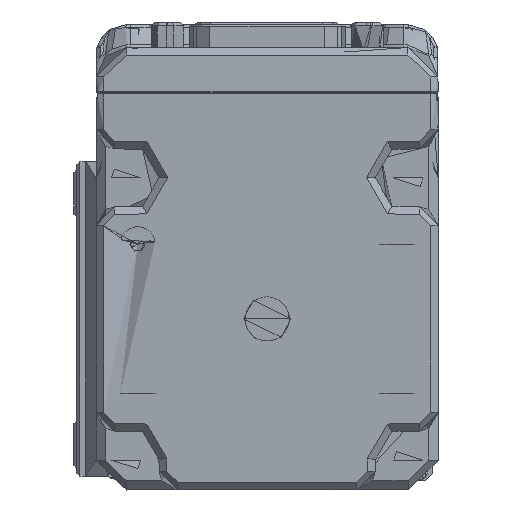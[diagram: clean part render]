
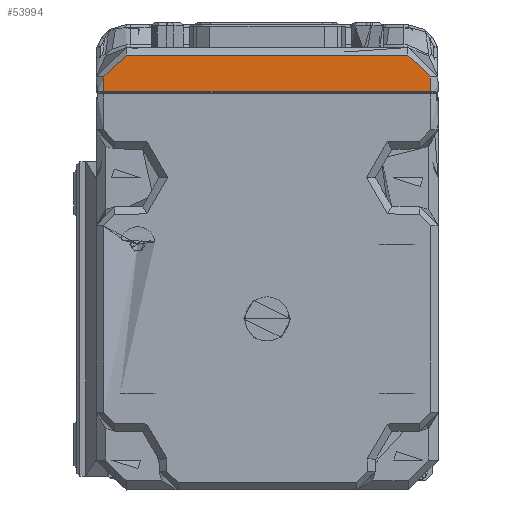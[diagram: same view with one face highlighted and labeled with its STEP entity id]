
A CAD part, left-side view. The second image highlights one B-rep face of the part: STEP entity #53994.
In plain terms, the highlighted planar face has unit normal (1, 0, -0.018).
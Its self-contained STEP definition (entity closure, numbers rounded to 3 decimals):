
#1709 = CARTESIAN_POINT ( 'NONE',  ( -124.894, 54.956, 40.664 ) ) ;
#2132 = CARTESIAN_POINT ( 'NONE',  ( -124.834, 4.173, 44.091 ) ) ;
#3049 = CARTESIAN_POINT ( 'NONE',  ( -124.836, 52.185, 43.974 ) ) ;
#3292 = CARTESIAN_POINT ( 'NONE',  ( -124.887, 55.331, 41.033 ) ) ;
#3715 = CARTESIAN_POINT ( 'NONE',  ( -124.941, 0.397, 37.975 ) ) ;
#4338 = B_SPLINE_CURVE_WITH_KNOTS ( 'NONE', 3,
 ( #34140, #73071, #40852, #46678 ),
 .UNSPECIFIED., .F., .F.,
 ( 4, 4 ),
 ( 0., 1. ),
 .UNSPECIFIED. ) ;
#6026 = EDGE_CURVE ( 'NONE', #81275, #75860, #50381, .T. ) ;
#6380 = CARTESIAN_POINT ( 'NONE',  ( -124.889, 0.448, 40.912 ) ) ;
#8450 = CARTESIAN_POINT ( 'NONE',  ( -124.855, 54.016, 42.851 ) ) ;
#8986 = EDGE_CURVE ( 'NONE', #81275, #63424, #85091, .T. ) ;
#9342 = CARTESIAN_POINT ( 'NONE',  ( -124.847, 53.483, 43.342 ) ) ;
#9787 = CARTESIAN_POINT ( 'NONE',  ( -124.869, 54.562, 42.053 ) ) ;
#10175 = ORIENTED_EDGE ( 'NONE', *, *, #40757, .F. ) ;
#10469 = CARTESIAN_POINT ( 'NONE',  ( -124.941, 36.801, 37.975 ) ) ;
#11711 = CARTESIAN_POINT ( 'NONE',  ( -124.898, 54.96, 40.423 ) ) ;
#12676 = B_SPLINE_CURVE_WITH_KNOTS ( 'NONE', 3,
 ( #11711, #25446, #38832, #17974 ),
 .UNSPECIFIED., .F., .F.,
 ( 4, 4 ),
 ( 0., 1. ),
 .UNSPECIFIED. ) ;
#13766 = AXIS2_PLACEMENT_3D ( 'NONE', #3292, #82150, #48100 ) ;
#15571 = CARTESIAN_POINT ( 'NONE',  ( -124.859, 54.172, 42.665 ) ) ;
#16023 = CARTESIAN_POINT ( 'NONE',  ( -124.877, 54.753, 41.609 ) ) ;
#17257 = EDGE_CURVE ( 'NONE', #63424, #39319, #18967, .T. ) ;
#17607 = FACE_OUTER_BOUND ( 'NONE', #38220, .T. ) ;
#17974 = CARTESIAN_POINT ( 'NONE',  ( -124.941, 55.003, 37.975 ) ) ;
#18967 = B_SPLINE_CURVE_WITH_KNOTS ( 'NONE', 3,
 ( #34842, #54040, #80925, #88085, #40193, #47361, #87660, #61656, #6380, #75941 ),
 .UNSPECIFIED., .F., .F.,
 ( 4, 2, 2, 2, 4 ),
 ( 0., 0.25, 0.5, 0.75, 1. ),
 .UNSPECIFIED. ) ;
#19391 = ORIENTED_EDGE ( 'NONE', *, *, #87745, .F. ) ;
#22216 = CARTESIAN_POINT ( 'NONE',  ( -124.837, 52.417, 43.905 ) ) ;
#25446 = CARTESIAN_POINT ( 'NONE',  ( -124.912, 54.974, 39.607 ) ) ;
#27151 = CARTESIAN_POINT ( 'NONE',  ( -124.834, 51.227, 44.091 ) ) ;
#27623 = CARTESIAN_POINT ( 'NONE',  ( -124.898, 0.44, 40.423 ) ) ;
#28255 = CARTESIAN_POINT ( 'NONE',  ( -124.898, 54.96, 40.423 ) ) ;
#30215 = CARTESIAN_POINT ( 'NONE',  ( -124.941, 0.397, 37.975 ) ) ;
#32505 = VERTEX_POINT ( 'NONE', #30215 ) ;
#33478 = ORIENTED_EDGE ( 'NONE', *, *, #6026, .F. ) ;
#34140 = CARTESIAN_POINT ( 'NONE',  ( -124.941, 0.397, 37.975 ) ) ;
#34842 = CARTESIAN_POINT ( 'NONE',  ( -124.834, 4.173, 44.091 ) ) ;
#35579 = CARTESIAN_POINT ( 'NONE',  ( -124.866, 54.445, 42.266 ) ) ;
#36003 = CARTESIAN_POINT ( 'NONE',  ( -124.834, 19.858, 44.091 ) ) ;
#36441 = CARTESIAN_POINT ( 'NONE',  ( -124.941, 55.003, 37.975 ) ) ;
#36459 = CARTESIAN_POINT ( 'NONE',  ( -124.834, 51.71, 44.068 ) ) ;
#36694 = PLANE ( 'NONE',  #13766 ) ;
#38220 = EDGE_LOOP ( 'NONE', ( #78647, #19391, #69847, #10175, #33478, #56230 ) ) ;
#38832 = CARTESIAN_POINT ( 'NONE',  ( -124.926, 54.989, 38.791 ) ) ;
#39319 = VERTEX_POINT ( 'NONE', #27623 ) ;
#40193 = CARTESIAN_POINT ( 'NONE',  ( -124.847, 1.905, 43.364 ) ) ;
#40757 = EDGE_CURVE ( 'NONE', #75860, #50318, #12676, .T. ) ;
#40852 = CARTESIAN_POINT ( 'NONE',  ( -124.912, 0.426, 39.607 ) ) ;
#46678 = CARTESIAN_POINT ( 'NONE',  ( -124.898, 0.44, 40.423 ) ) ;
#47361 = CARTESIAN_POINT ( 'NONE',  ( -124.859, 1.206, 42.677 ) ) ;
#48100 = DIRECTION ( 'NONE',  ( 0., -1., 0. ) ) ;
#48234 = CARTESIAN_POINT ( 'NONE',  ( -124.834, 4.173, 44.091 ) ) ;
#50318 = VERTEX_POINT ( 'NONE', #36441 ) ;
#50381 = B_SPLINE_CURVE_WITH_KNOTS ( 'NONE', 3,
 ( #57024, #76680, #36459, #3049, #22216, #84395, #62834, #9342, #69549, #8450, #15571, #35579, #9787, #16023, #63694, #83930, #1709, #64148 ),
 .UNSPECIFIED., .F., .F.,
 ( 4, 2, 2, 2, 2, 2, 2, 2, 4 ),
 ( 0., 0.125, 0.25, 0.375, 0.5, 0.625, 0.75, 0.875, 1. ),
 .UNSPECIFIED. ) ;
#51635 = CARTESIAN_POINT ( 'NONE',  ( -124.834, 35.542, 44.091 ) ) ;
#53994 = ADVANCED_FACE ( 'NONE', ( #17607 ), #36694, .F. ) ;
#54040 = CARTESIAN_POINT ( 'NONE',  ( -124.834, 3.683, 44.091 ) ) ;
#56230 = ORIENTED_EDGE ( 'NONE', *, *, #8986, .T. ) ;
#57024 = CARTESIAN_POINT ( 'NONE',  ( -124.834, 51.227, 44.091 ) ) ;
#57566 = B_SPLINE_CURVE_WITH_KNOTS ( 'NONE', 3,
 ( #80476, #10469, #78718, #3715 ),
 .UNSPECIFIED., .F., .F.,
 ( 4, 4 ),
 ( 0., 1. ),
 .UNSPECIFIED. ) ;
#61656 = CARTESIAN_POINT ( 'NONE',  ( -124.881, 0.549, 41.381 ) ) ;
#62834 = CARTESIAN_POINT ( 'NONE',  ( -124.842, 53.079, 43.608 ) ) ;
#63424 = VERTEX_POINT ( 'NONE', #48234 ) ;
#63694 = CARTESIAN_POINT ( 'NONE',  ( -124.881, 54.827, 41.378 ) ) ;
#64148 = CARTESIAN_POINT ( 'NONE',  ( -124.898, 54.96, 40.423 ) ) ;
#69549 = CARTESIAN_POINT ( 'NONE',  ( -124.85, 53.672, 43.19 ) ) ;
#69847 = ORIENTED_EDGE ( 'NONE', *, *, #87101, .F. ) ;
#73071 = CARTESIAN_POINT ( 'NONE',  ( -124.926, 0.411, 38.791 ) ) ;
#75860 = VERTEX_POINT ( 'NONE', #28255 ) ;
#75941 = CARTESIAN_POINT ( 'NONE',  ( -124.898, 0.44, 40.423 ) ) ;
#76680 = CARTESIAN_POINT ( 'NONE',  ( -124.834, 51.469, 44.091 ) ) ;
#78647 = ORIENTED_EDGE ( 'NONE', *, *, #17257, .T. ) ;
#78718 = CARTESIAN_POINT ( 'NONE',  ( -124.941, 18.599, 37.975 ) ) ;
#80476 = CARTESIAN_POINT ( 'NONE',  ( -124.941, 55.003, 37.975 ) ) ;
#80925 = CARTESIAN_POINT ( 'NONE',  ( -124.835, 3.213, 43.999 ) ) ;
#81275 = VERTEX_POINT ( 'NONE', #27151 ) ;
#82150 = DIRECTION ( 'NONE',  ( -1., 0., 0.017 ) ) ;
#83930 = CARTESIAN_POINT ( 'NONE',  ( -124.889, 54.928, 40.905 ) ) ;
#84395 = CARTESIAN_POINT ( 'NONE',  ( -124.84, 52.864, 43.722 ) ) ;
#85091 = B_SPLINE_CURVE_WITH_KNOTS ( 'NONE', 3,
 ( #85696, #51635, #36003, #2132 ),
 .UNSPECIFIED., .F., .F.,
 ( 4, 4 ),
 ( 0., 1. ),
 .UNSPECIFIED. ) ;
#85696 = CARTESIAN_POINT ( 'NONE',  ( -124.834, 51.227, 44.091 ) ) ;
#87101 = EDGE_CURVE ( 'NONE', #50318, #32505, #57566, .T. ) ;
#87660 = CARTESIAN_POINT ( 'NONE',  ( -124.865, 0.936, 42.281 ) ) ;
#87745 = EDGE_CURVE ( 'NONE', #32505, #39319, #4338, .T. ) ;
#88085 = CARTESIAN_POINT ( 'NONE',  ( -124.842, 2.306, 43.627 ) ) ;
